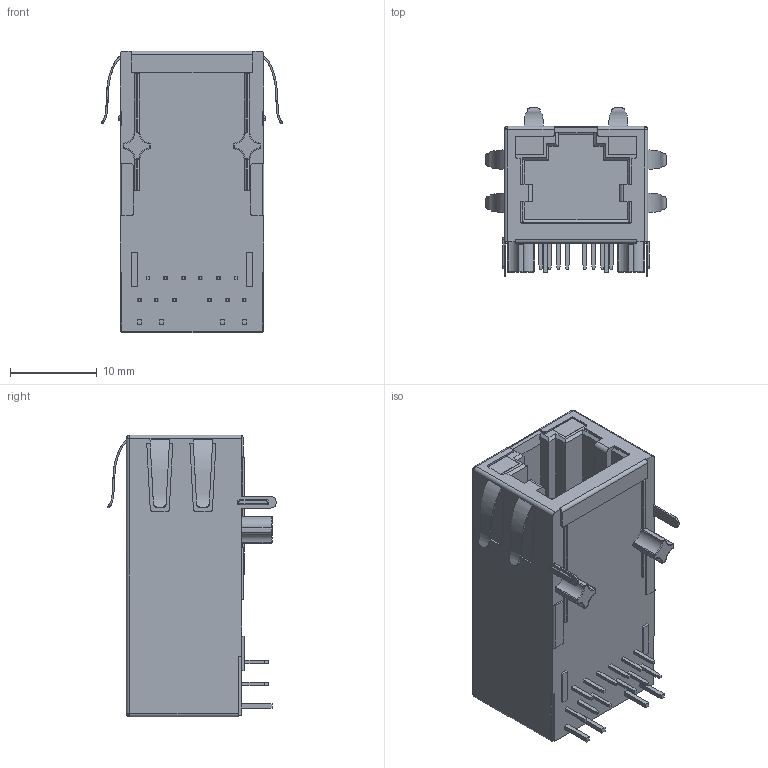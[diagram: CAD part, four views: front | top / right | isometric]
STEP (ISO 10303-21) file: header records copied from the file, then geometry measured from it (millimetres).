
FILE_DESCRIPTION (( 'STEP AP214' ), '1' );
FILE_NAME ('单口长款无灯带弹去除上排4p.STEP', '2023-02-22T05:58:30', ( 'Windows 用户' ), ( 'Microsoft' ), 'SwSTEP 2.0', 'SolidWorks 2020', '' );
FILE_SCHEMA (( 'AUTOMOTIVE_DESIGN' ));
Length unit declared in the file: millimetre
Products named in the file (1): 单口长款无灯带弹去除上排4p
Bounding box: 20.93 x 19.46 x 32.5 mm (x, y, z)
Volume: 6317.1 mm3; surface area: 3244.2 mm2
Topology: 1 solids, 1 shells, 543 faces, 1434 edges, 896 vertices
Faces by surface type: plane 341, cylinder 110, bspline 88, torus 4
Entity records: 24470 total; most frequent: CARTESIAN_POINT 5602, ORIENTED_EDGE 2788, DIRECTION 2462, EDGE_CURVE 1394, LINE 1002, VECTOR 1002, VERTEX_POINT 896, AXIS2_PLACEMENT_3D 730
